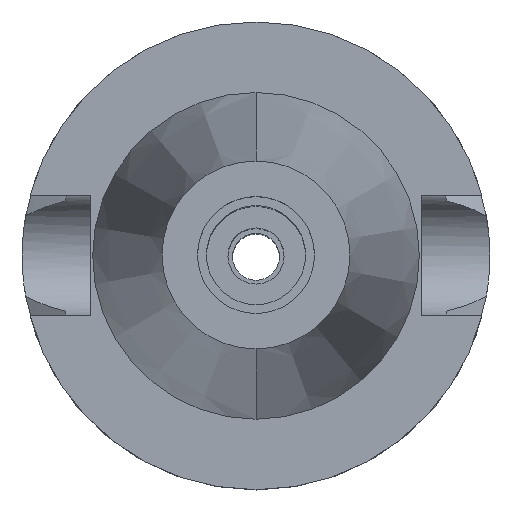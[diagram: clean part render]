
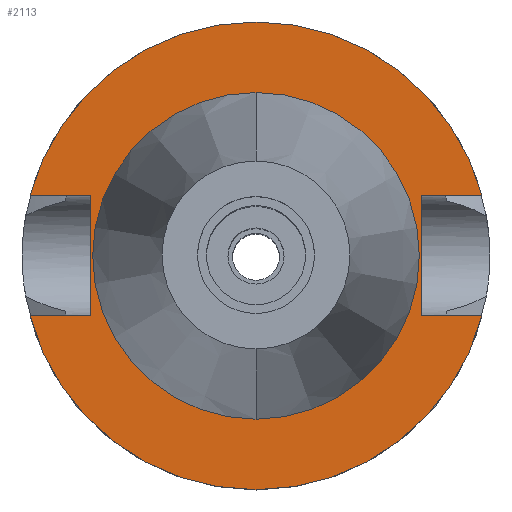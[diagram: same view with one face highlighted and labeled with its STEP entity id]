
A CAD part, top view. The second image highlights one B-rep face of the part: STEP entity #2113.
In plain terms, the highlighted planar face has unit normal (0, 0, 1).
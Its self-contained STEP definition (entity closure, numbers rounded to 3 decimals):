
#717=DIRECTION('',(1.,0.,0.));
#718=VECTOR('',#717,12.921);
#719=CARTESIAN_POINT('',(35.4,12.85,-1.5));
#720=LINE('',#719,#718);
#764=DIRECTION('',(0.,1.,0.));
#765=VECTOR('',#764,25.7);
#766=CARTESIAN_POINT('',(-35.4,-12.85,-1.5));
#767=LINE('',#766,#765);
#771=DIRECTION('',(-1.,0.,0.));
#772=VECTOR('',#771,12.921);
#773=CARTESIAN_POINT('',(-35.4,12.85,-1.5));
#774=LINE('',#773,#772);
#778=CARTESIAN_POINT('',(0.,0.,-1.5));
#779=DIRECTION('',(0.,0.,-1.));
#780=DIRECTION('',(-0.966,0.257,0.));
#781=AXIS2_PLACEMENT_3D('',#778,#779,#780);
#786=CARTESIAN_POINT('',(0.,0.,-1.5));
#787=DIRECTION('',(0.,0.,-1.));
#788=DIRECTION('',(0.,1.,0.));
#789=AXIS2_PLACEMENT_3D('',#786,#787,#788);
#794=DIRECTION('',(0.,-1.,0.));
#795=VECTOR('',#794,25.7);
#796=CARTESIAN_POINT('',(35.4,12.85,-1.5));
#797=LINE('',#796,#795);
#801=DIRECTION('',(1.,0.,0.));
#802=VECTOR('',#801,12.921);
#803=CARTESIAN_POINT('',(35.4,-12.85,-1.5));
#804=LINE('',#803,#802);
#808=CARTESIAN_POINT('',(0.,0.,-1.5));
#809=DIRECTION('',(0.,0.,-1.));
#810=DIRECTION('',(0.966,-0.257,0.));
#811=AXIS2_PLACEMENT_3D('',#808,#809,#810);
#816=CARTESIAN_POINT('',(0.,0.,-1.5));
#817=DIRECTION('',(0.,0.,-1.));
#818=DIRECTION('',(0.,-1.,0.));
#819=AXIS2_PLACEMENT_3D('',#816,#817,#818);
#824=CARTESIAN_POINT('',(0.,0.,-1.5));
#825=DIRECTION('',(0.,0.,1.));
#826=DIRECTION('',(0.,-1.,0.));
#827=AXIS2_PLACEMENT_3D('',#824,#825,#826);
#832=CARTESIAN_POINT('',(0.,0.,-1.5));
#833=DIRECTION('',(0.,0.,1.));
#834=DIRECTION('',(0.,1.,0.));
#835=AXIS2_PLACEMENT_3D('',#832,#833,#834);
#870=DIRECTION('',(-1.,0.,0.));
#871=VECTOR('',#870,12.921);
#872=CARTESIAN_POINT('',(-35.4,-12.85,-1.5));
#873=LINE('',#872,#871);
#1392=CARTESIAN_POINT('',(-35.4,-12.85,-1.5));
#1393=VERTEX_POINT('',#1392);
#1394=CARTESIAN_POINT('',(-48.321,-12.85,-1.5));
#1395=VERTEX_POINT('',#1394);
#1398=CARTESIAN_POINT('',(-35.4,12.85,-1.5));
#1399=VERTEX_POINT('',#1398);
#1400=CARTESIAN_POINT('',(-48.321,12.85,-1.5));
#1401=VERTEX_POINT('',#1400);
#1402=CARTESIAN_POINT('',(0.,50.,-1.5));
#1403=CARTESIAN_POINT('',(48.321,12.85,-1.5));
#1404=VERTEX_POINT('',#1402);
#1405=VERTEX_POINT('',#1403);
#1406=CARTESIAN_POINT('',(35.4,12.85,-1.5));
#1407=VERTEX_POINT('',#1406);
#1408=CARTESIAN_POINT('',(35.4,-12.85,-1.5));
#1409=VERTEX_POINT('',#1408);
#1410=CARTESIAN_POINT('',(48.321,-12.85,-1.5));
#1411=VERTEX_POINT('',#1410);
#1412=CARTESIAN_POINT('',(0.,-50.,-1.5));
#1413=VERTEX_POINT('',#1412);
#1414=CARTESIAN_POINT('',(0.,-34.925,-1.5));
#1415=CARTESIAN_POINT('',(0.,34.925,-1.5));
#1416=VERTEX_POINT('',#1414);
#1417=VERTEX_POINT('',#1415);
#2082=CARTESIAN_POINT('',(0.,0.,-1.5));
#2083=DIRECTION('',(0.,0.,-1.));
#2084=DIRECTION('',(0.,-1.,0.));
#2085=AXIS2_PLACEMENT_3D('',#2082,#2083,#2084);
#2086=PLANE('',#2085);
#2088=ORIENTED_EDGE('',*,*,#2087,.T.);
#2090=ORIENTED_EDGE('',*,*,#2089,.T.);
#2092=ORIENTED_EDGE('',*,*,#2091,.T.);
#2094=ORIENTED_EDGE('',*,*,#2093,.T.);
#2095=ORIENTED_EDGE('',*,*,#2058,.F.);
#2096=ORIENTED_EDGE('',*,*,#2072,.T.);
#2098=ORIENTED_EDGE('',*,*,#2097,.T.);
#2100=ORIENTED_EDGE('',*,*,#2099,.T.);
#2102=ORIENTED_EDGE('',*,*,#2101,.T.);
#2104=ORIENTED_EDGE('',*,*,#2103,.F.);
#2105=EDGE_LOOP('',(#2088,#2090,#2092,#2094,#2095,#2096,#2098,#2100,#2102,
#2104));
#2106=FACE_OUTER_BOUND('',#2105,.F.);
#2108=ORIENTED_EDGE('',*,*,#2107,.T.);
#2110=ORIENTED_EDGE('',*,*,#2109,.T.);
#2111=EDGE_LOOP('',(#2108,#2110));
#2112=FACE_BOUND('',#2111,.F.);
#782=CIRCLE('',#781,50.);
#790=CIRCLE('',#789,50.);
#812=CIRCLE('',#811,50.);
#820=CIRCLE('',#819,50.);
#828=CIRCLE('',#827,34.925);
#836=CIRCLE('',#835,34.925);
#2058=EDGE_CURVE('',#1407,#1405,#720,.T.);
#2072=EDGE_CURVE('',#1407,#1409,#797,.T.);
#2087=EDGE_CURVE('',#1393,#1399,#767,.T.);
#2089=EDGE_CURVE('',#1399,#1401,#774,.T.);
#2091=EDGE_CURVE('',#1401,#1404,#782,.T.);
#2093=EDGE_CURVE('',#1404,#1405,#790,.T.);
#2097=EDGE_CURVE('',#1409,#1411,#804,.T.);
#2099=EDGE_CURVE('',#1411,#1413,#812,.T.);
#2101=EDGE_CURVE('',#1413,#1395,#820,.T.);
#2103=EDGE_CURVE('',#1393,#1395,#873,.T.);
#2107=EDGE_CURVE('',#1416,#1417,#828,.T.);
#2109=EDGE_CURVE('',#1417,#1416,#836,.T.);
#2113=ADVANCED_FACE('',(#2106,#2112),#2086,.F.);
